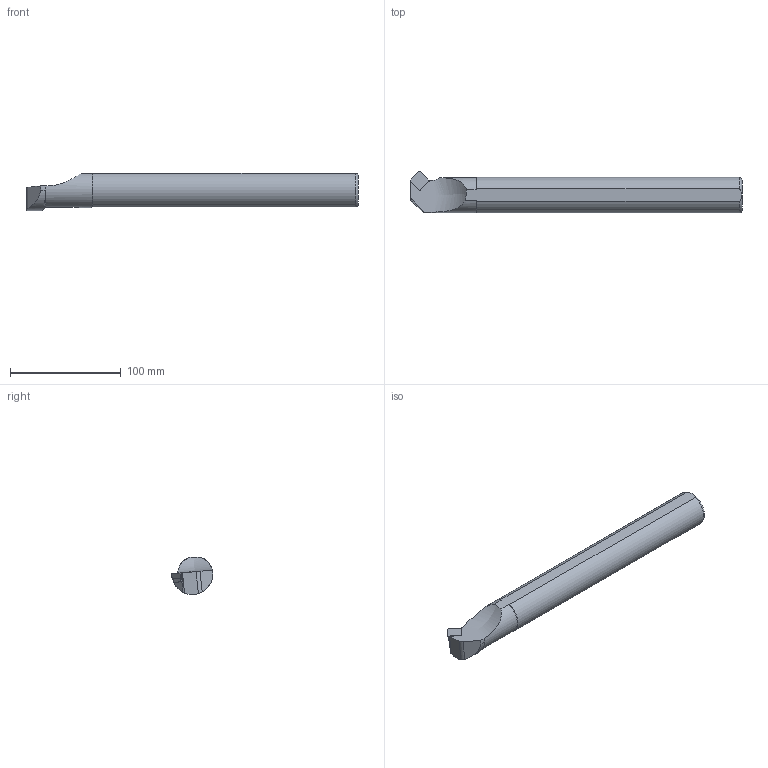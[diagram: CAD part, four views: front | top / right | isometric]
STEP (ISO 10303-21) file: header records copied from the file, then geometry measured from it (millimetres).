
FILE_DESCRIPTION(/* description */ (''),/* implementation_level */ '2;1');
FILE_NAME(/* name */ 'S32T-SSSCL-12.stp',/* time_stamp */ '2023-10-18T16:17:17+03:00',/* author */ (''),/* organization */ (''),/* preprocessor_version */ 'ST-DEVELOPER v19.4',/* originating_system */ 'SIEMENS PLM Software NX2306.3001',/* authorisation */ '');
FILE_SCHEMA (('AUTOMOTIVE_DESIGN { 1 0 10303 214 3 1 1 1 }'));
Length unit declared in the file: millimetre
Products named in the file (1): model1_objects
Bounding box: 299.67 x 37.67 x 33.49 mm (x, y, z)
Volume: 222934 mm3; surface area: 31169.5 mm2
Topology: 2 solids, 2 shells, 49 faces, 130 edges, 85 vertices
Faces by surface type: plane 26, cylinder 14, cone 7, torus 1, bspline 1
Entity records: 1981 total; most frequent: CARTESIAN_POINT 686, ORIENTED_EDGE 256, DIRECTION 236, EDGE_CURVE 128, AXIS2_PLACEMENT_3D 87, VERTEX_POINT 84, LINE 62, VECTOR 62
